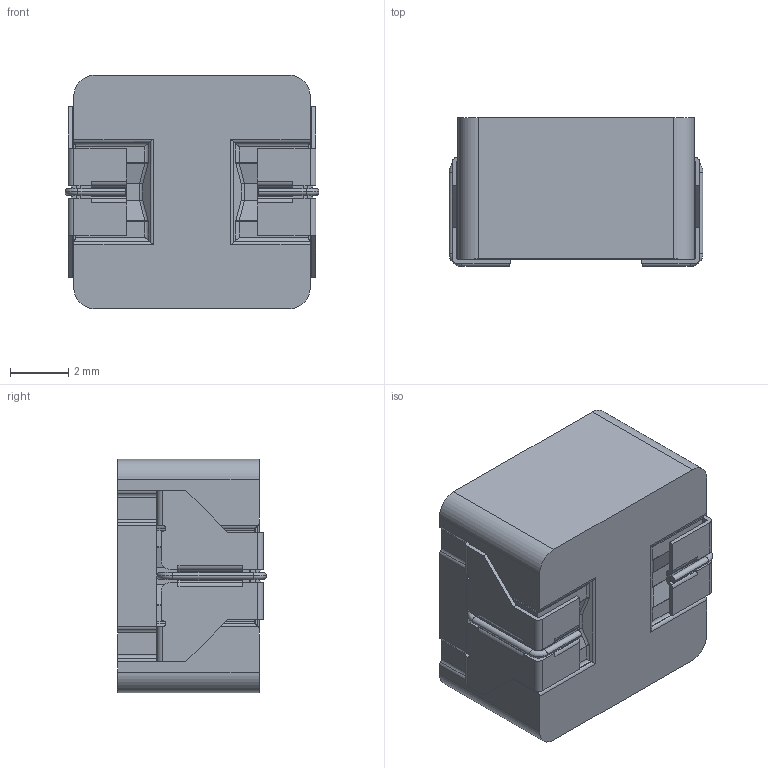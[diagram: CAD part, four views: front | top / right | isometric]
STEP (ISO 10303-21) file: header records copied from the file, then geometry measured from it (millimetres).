
FILE_DESCRIPTION (( 'STEP AP214' ), '1' );
FILE_NAME ('ETQP5M101YGK.STEP', '2024-07-31T01:01:10', ( '' ), ( '' ), 'SwSTEP 2.0', 'SolidWorks 2023', '' );
FILE_SCHEMA (( 'AUTOMOTIVE_DESIGN' ));
Length unit declared in the file: millimetre
Products named in the file (1): ETQP5M101YGK
Bounding box: 8.7 x 5.1 x 8 mm (x, y, z)
Volume: 311.5 mm3; surface area: 376.6 mm2
Topology: 5 solids, 5 shells, 295 faces, 786 edges, 495 vertices
Faces by surface type: plane 147, cylinder 128, bspline 10, torus 8, cone 2
Entity records: 9224 total; most frequent: CARTESIAN_POINT 1879, ORIENTED_EDGE 1566, DIRECTION 1510, EDGE_CURVE 783, AXIS2_PLACEMENT_3D 504, LINE 502, VECTOR 502, VERTEX_POINT 495
